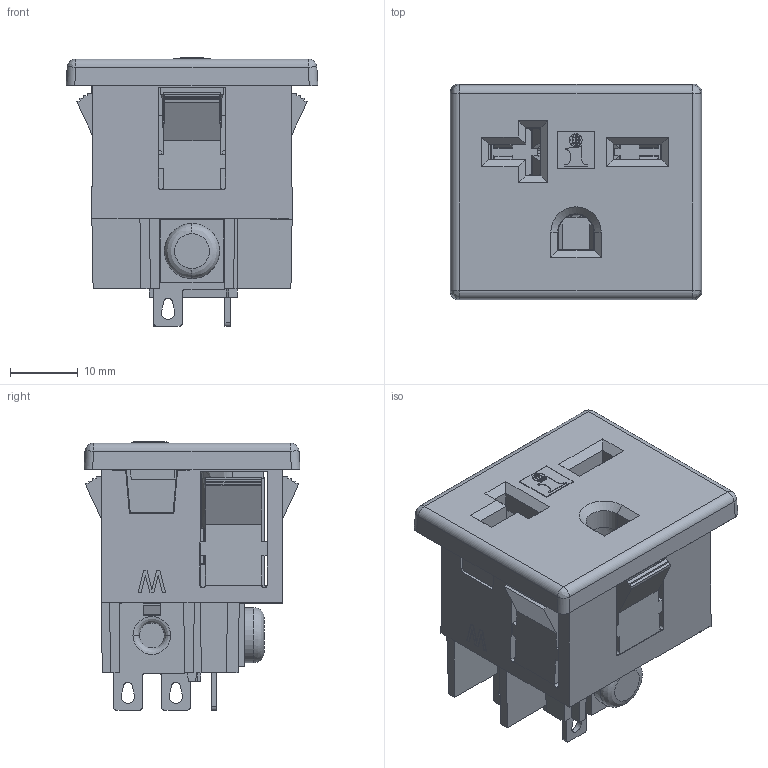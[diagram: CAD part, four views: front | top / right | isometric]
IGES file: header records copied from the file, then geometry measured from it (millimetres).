
Start section: Elysium IGES Interface
Global section: file name: 197H88253100_R1_NEMA_6-20_Snap-In_Solder_GND-Screw_3-25-14.igs; native system: SolidDesigner 14.50  18-Oct-2006; preprocessor: OneSpace IGES_3D V2.2; author: Unknown; organization: Unknown; date: 20140326.103400; units: millimetre
Bounding box: 37.27 x 31.99 x 39.8 mm (x, y, z)
Volume: 12613.9 mm3; surface area: 17757.4 mm2
Topology: 7 solids, 7 shells, 2865 faces, 8187 edges, 5409 vertices
Faces by surface type: bspline 2865
